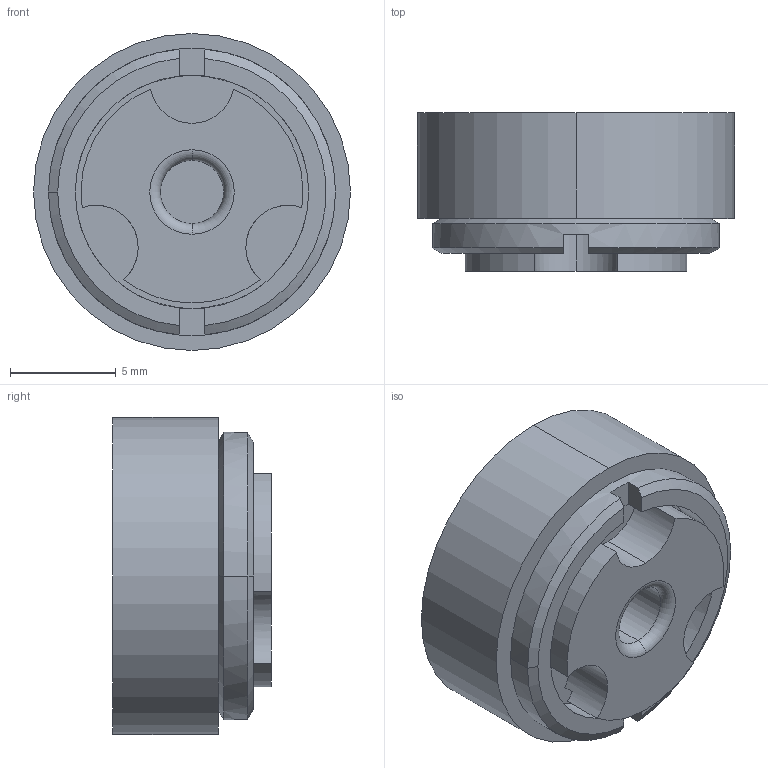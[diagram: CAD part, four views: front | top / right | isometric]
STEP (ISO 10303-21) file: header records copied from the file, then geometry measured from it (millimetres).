
FILE_DESCRIPTION (( 'STEP AP214' ), '1' );
FILE_NAME ('2021-11 - COUPELLE ASSY.STEP', '2022-02-26T09:20:56', ( '' ), ( '' ), 'SwSTEP 2.0', 'SolidWorks 2020', '' );
FILE_SCHEMA (( 'AUTOMOTIVE_DESIGN' ));
Length unit declared in the file: millimetre
Products named in the file (4): PP58.1; SM05RR; 2021-10 - COUPELLE; 2021-11 - COUPELLE ASSY
Assembly tree (3 placements, depth 2):
  2021-11 - COUPELLE ASSY
    2021-10 - COUPELLE
    PP58.1
    SM05RR
Bounding box: 15 x 7.5 x 15 mm (x, y, z)
Volume: 1035.8 mm3; surface area: 1119.3 mm2
Topology: 3 solids, 3 shells, 62 faces, 145 edges, 91 vertices
Faces by surface type: cylinder 24, plane 19, torus 14, cone 5
Entity records: 1996 total; most frequent: DIRECTION 372, CARTESIAN_POINT 316, ORIENTED_EDGE 290, AXIS2_PLACEMENT_3D 163, EDGE_CURVE 145, CIRCLE 95, VERTEX_POINT 91, EDGE_LOOP 68
